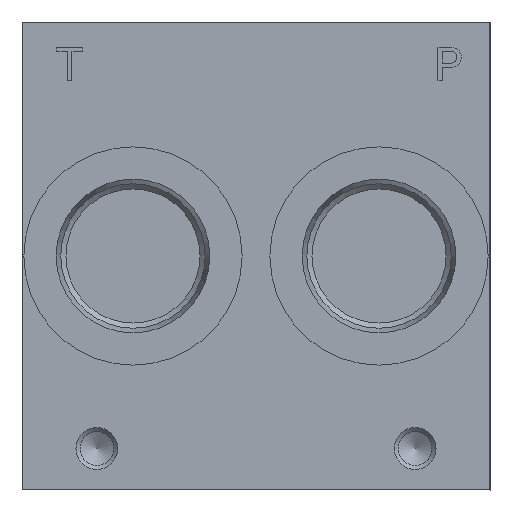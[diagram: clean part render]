
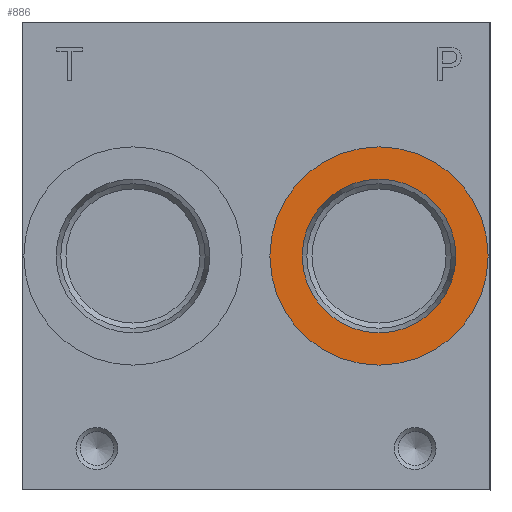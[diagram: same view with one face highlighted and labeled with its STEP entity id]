
A CAD part, left-side view. The second image highlights one B-rep face of the part: STEP entity #886.
In plain terms, the highlighted planar face has unit normal (-1, 0, 0).
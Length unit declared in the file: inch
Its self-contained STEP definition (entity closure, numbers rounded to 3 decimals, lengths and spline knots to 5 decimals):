
#886 = ADVANCED_FACE( '', ( #2167, #2168 ), #2169, .T. );
#2167 = FACE_BOUND( '', #3817, .T. );
#2168 = FACE_OUTER_BOUND( '', #3818, .T. );
#2169 = PLANE( '', #3819 );
#3817 = EDGE_LOOP( '', ( #6442 ) );
#3818 = EDGE_LOOP( '', ( #6443 ) );
#3819 = AXIS2_PLACEMENT_3D( '', #6444, #6445, #6446 );
#6442 = ORIENTED_EDGE( '', *, *, #9511, .T. );
#6443 = ORIENTED_EDGE( '', *, *, #9512, .F. );
#6444 = CARTESIAN_POINT( '', ( 0.031, 1.646, 1.75 ) );
#6445 = DIRECTION( '', ( -1., 0., 0. ) );
#6446 = DIRECTION( '', ( 0., 0., 1. ) );
#9511 = EDGE_CURVE( '', #11549, #11549, #11550, .T. );
#9512 = EDGE_CURVE( '', #11551, #11551, #11552, .T. );
#11549 = VERTEX_POINT( '', #14209 );
#11550 = CIRCLE( '', #14210, 0.5745 );
#11551 = VERTEX_POINT( '', #14211 );
#11552 = CIRCLE( '', #14212, 0.816 );
#14209 = CARTESIAN_POINT( '', ( 0.031, 0.83, 1.1755 ) );
#14210 = AXIS2_PLACEMENT_3D( '', #16258, #16259, #16260 );
#14211 = CARTESIAN_POINT( '', ( 0.031, 0.83, 0.934 ) );
#14212 = AXIS2_PLACEMENT_3D( '', #16261, #16262, #16263 );
#16258 = CARTESIAN_POINT( '', ( 0.031, 0.83, 1.75 ) );
#16259 = DIRECTION( '', ( 1., 0., 0. ) );
#16260 = DIRECTION( '', ( 0., 0., -1. ) );
#16261 = CARTESIAN_POINT( '', ( 0.031, 0.83, 1.75 ) );
#16262 = DIRECTION( '', ( 1., 0., 0. ) );
#16263 = DIRECTION( '', ( 0., 0., -1. ) );
